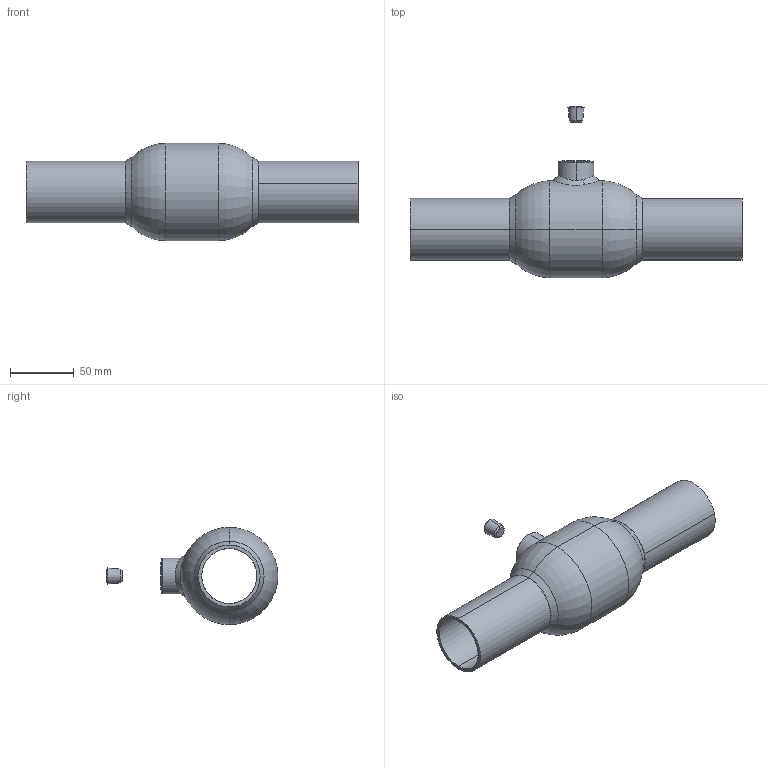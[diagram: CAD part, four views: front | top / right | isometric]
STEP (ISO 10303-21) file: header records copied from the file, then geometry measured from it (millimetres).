
FILE_DESCRIPTION (( 'STEP AP214' ), '1' );
FILE_NAME ('63102040.STEP', '2010-10-27T12:58:58', ( 'BROEN A/S' ), ( 'BROEN A/S' ), 'SwSTEP 2.0', 'SolidWorks 2009', '' );
FILE_SCHEMA (( 'AUTOMOTIVE_DESIGN' ));
Length unit declared in the file: millimetre
Products named in the file (1): 63102040
Bounding box: 259.61 x 134.4 x 76.1 mm (x, y, z)
Surface area: 75930.3 mm2 (no closed solid volume)
Topology: 0 solids, 9 shells, 67 faces, 164 edges, 97 vertices
Faces by surface type: cone 26, plane 17, cylinder 14, torus 4, sphere 4, bspline 2
Entity records: 4282 total; most frequent: CARTESIAN_POINT 1963, DIRECTION 362, ORIENTED_EDGE 278, EDGE_CURVE 158, AXIS2_PLACEMENT_3D 146, VERTEX_POINT 97, CIRCLE 80, EDGE_LOOP 72
